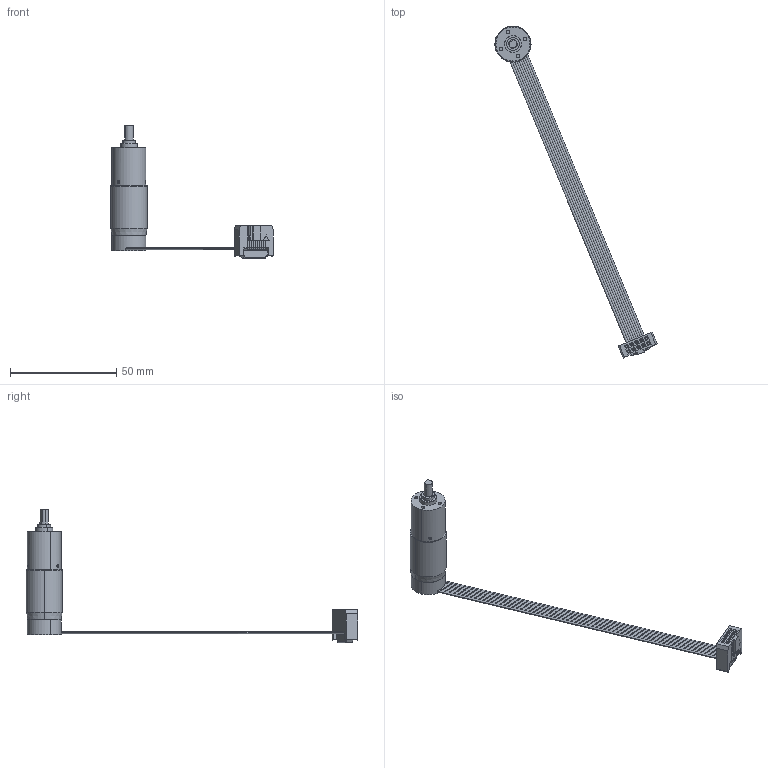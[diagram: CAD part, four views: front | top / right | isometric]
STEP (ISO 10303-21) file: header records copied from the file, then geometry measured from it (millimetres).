
FILE_DESCRIPTION (( 'STEP AP203' ), '1' );
FILE_NAME ('DCU17025+R16+PG16C-0029.STEP', '2021-05-19T01:53:37', ( '88' ), ( '' ), 'SwSTEP 2.0', 'SolidWorks 2014', '' );
FILE_SCHEMA (( 'CONFIG_CONTROL_DESIGN' ));
Length unit declared in the file: millimetre
Products named in the file (1): DCU17025+R16+PG16C-0029
Bounding box: 76.23 x 155.91 x 62.77 mm (x, y, z)
Surface area: 9010 mm2 (no closed solid volume)
Topology: 0 solids, 8 shells, 267 faces, 836 edges, 554 vertices
Faces by surface type: plane 147, cylinder 86, cone 15, torus 11, bspline 8
Entity records: 9982 total; most frequent: CARTESIAN_POINT 2655, DIRECTION 1449, ORIENTED_EDGE 1421, EDGE_CURVE 834, VERTEX_POINT 554, VECTOR 551, LINE 551, AXIS2_PLACEMENT_3D 449
